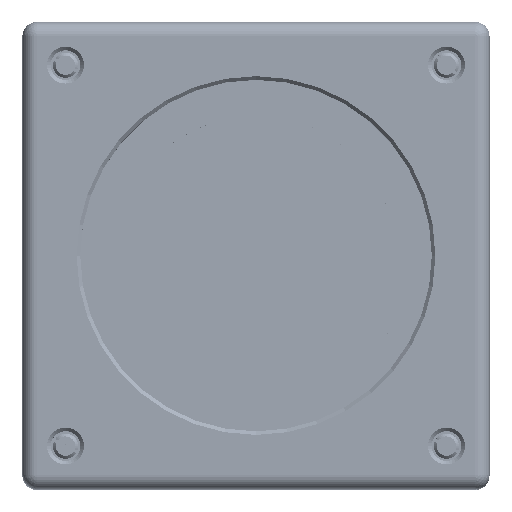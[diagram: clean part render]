
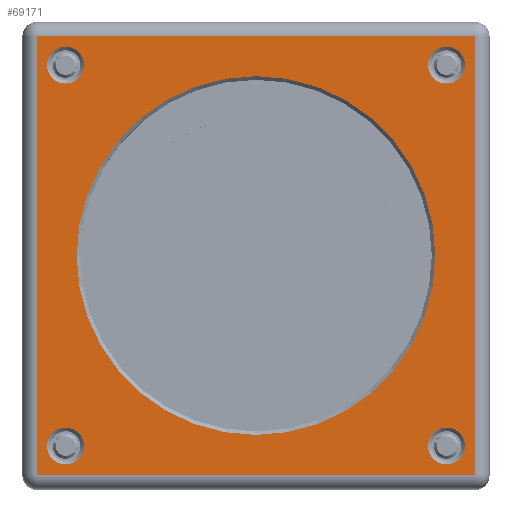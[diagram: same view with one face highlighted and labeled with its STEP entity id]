
A CAD part, top view. The second image highlights one B-rep face of the part: STEP entity #69171.
In plain terms, the highlighted planar face has unit normal (0, 0, 1).
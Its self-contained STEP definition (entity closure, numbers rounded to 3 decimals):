
#1388=FACE_BOUND('',#13325,.T.);
#1389=FACE_BOUND('',#13326,.T.);
#1390=FACE_BOUND('',#13327,.T.);
#1391=FACE_BOUND('',#13328,.T.);
#1392=FACE_BOUND('',#13329,.T.);
#4977=PLANE('',#75657);
#8471=FACE_OUTER_BOUND('',#13324,.T.);
#13324=EDGE_LOOP('',(#57175,#57176,#57177,#57178));
#13325=EDGE_LOOP('',(#57179));
#13326=EDGE_LOOP('',(#57180));
#13327=EDGE_LOOP('',(#57181));
#13328=EDGE_LOOP('',(#57182));
#13329=EDGE_LOOP('',(#57183));
#16943=CIRCLE('',#75609,24.959);
#16948=CIRCLE('',#75616,2.567);
#16960=CIRCLE('',#75638,2.567);
#16963=CIRCLE('',#75643,2.567);
#16972=CIRCLE('',#75658,2.567);
#21490=LINE('',#121459,#26283);
#21492=LINE('',#121467,#26285);
#21494=LINE('',#121475,#26287);
#21500=LINE('',#121496,#26293);
#26283=VECTOR('',#89116,10.);
#26285=VECTOR('',#89124,10.);
#26287=VECTOR('',#89132,10.);
#26293=VECTOR('',#89160,10.);
#31986=VERTEX_POINT('',#121452);
#31989=VERTEX_POINT('',#121457);
#31992=VERTEX_POINT('',#121465);
#31995=VERTEX_POINT('',#121473);
#32856=VERTEX_POINT('',#124372);
#32861=VERTEX_POINT('',#124386);
#32874=VERTEX_POINT('',#124431);
#32877=VERTEX_POINT('',#124441);
#32886=VERTEX_POINT('',#124471);
#40081=EDGE_CURVE('',#31989,#31986,#21490,.T.);
#40085=EDGE_CURVE('',#31992,#31989,#21492,.T.);
#40089=EDGE_CURVE('',#31995,#31992,#21494,.T.);
#40101=EDGE_CURVE('',#31986,#31995,#21500,.T.);
#41395=EDGE_CURVE('',#32856,#32856,#16943,.T.);
#41402=EDGE_CURVE('',#32861,#32861,#16948,.T.);
#41425=EDGE_CURVE('',#32874,#32874,#16960,.T.);
#41430=EDGE_CURVE('',#32877,#32877,#16963,.T.);
#41445=EDGE_CURVE('',#32886,#32886,#16972,.T.);
#57175=ORIENTED_EDGE('',*,*,#40101,.F.);
#57176=ORIENTED_EDGE('',*,*,#40081,.F.);
#57177=ORIENTED_EDGE('',*,*,#40085,.F.);
#57178=ORIENTED_EDGE('',*,*,#40089,.F.);
#57179=ORIENTED_EDGE('',*,*,#41430,.F.);
#57180=ORIENTED_EDGE('',*,*,#41402,.F.);
#57181=ORIENTED_EDGE('',*,*,#41395,.F.);
#57182=ORIENTED_EDGE('',*,*,#41425,.F.);
#57183=ORIENTED_EDGE('',*,*,#41445,.F.);
#69171=ADVANCED_FACE('',(#8471,#1388,#1389,#1390,#1391,#1392),#4977,.T.);
#75609=AXIS2_PLACEMENT_3D('',#124373,#91735,#91736);
#75616=AXIS2_PLACEMENT_3D('',#124387,#91751,#91752);
#75638=AXIS2_PLACEMENT_3D('',#124432,#91805,#91806);
#75643=AXIS2_PLACEMENT_3D('',#124442,#91817,#91818);
#75657=AXIS2_PLACEMENT_3D('',#124470,#91851,#91852);
#75658=AXIS2_PLACEMENT_3D('',#124472,#91853,#91854);
#89116=DIRECTION('',(-1.,0.,0.));
#89124=DIRECTION('',(0.,-1.,0.));
#89132=DIRECTION('',(1.,0.,0.));
#89160=DIRECTION('',(0.,1.,0.));
#91735=DIRECTION('center_axis',(0.,0.,
1.));
#91736=DIRECTION('ref_axis',(0.,1.,0.));
#91751=DIRECTION('center_axis',(0.,0.,
1.));
#91752=DIRECTION('ref_axis',(0.,1.,0.));
#91805=DIRECTION('center_axis',(0.,0.,
1.));
#91806=DIRECTION('ref_axis',(0.,1.,0.));
#91817=DIRECTION('center_axis',(0.,0.,
1.));
#91818=DIRECTION('ref_axis',(0.,1.,0.));
#91851=DIRECTION('center_axis',(0.,0.,
1.));
#91852=DIRECTION('ref_axis',(0.,-1.,0.));
#91853=DIRECTION('center_axis',(0.,0.,
1.));
#91854=DIRECTION('ref_axis',(0.,1.,0.));
#121452=CARTESIAN_POINT('',(-30.498,-30.5,42.8));
#121457=CARTESIAN_POINT('',(30.502,-30.498,42.8));
#121459=CARTESIAN_POINT('',(16.252,-30.498,42.8));
#121465=CARTESIAN_POINT('',(30.5,30.502,42.8));
#121467=CARTESIAN_POINT('',(30.5,16.252,42.8));
#121473=CARTESIAN_POINT('',(-30.5,30.5,42.8));
#121475=CARTESIAN_POINT('',(-16.25,30.5,42.8));
#121496=CARTESIAN_POINT('',(-30.498,-16.25,42.8));
#124372=CARTESIAN_POINT('',(0.002,-24.958,42.8));
#124373=CARTESIAN_POINT('Origin',(0.001,0.001,
42.8));
#124386=CARTESIAN_POINT('',(26.5,23.935,42.8));
#124387=CARTESIAN_POINT('Origin',(26.5,26.502,42.8));
#124431=CARTESIAN_POINT('',(26.502,-29.065,42.8));
#124432=CARTESIAN_POINT('Origin',(26.502,-26.498,42.8));
#124441=CARTESIAN_POINT('',(-26.498,-29.067,42.8));
#124442=CARTESIAN_POINT('Origin',(-26.498,-26.5,42.8));
#124470=CARTESIAN_POINT('Origin',(0.001,0.001,
42.8));
#124471=CARTESIAN_POINT('',(-26.5,23.933,42.8));
#124472=CARTESIAN_POINT('Origin',(-26.5,26.5,42.8));
